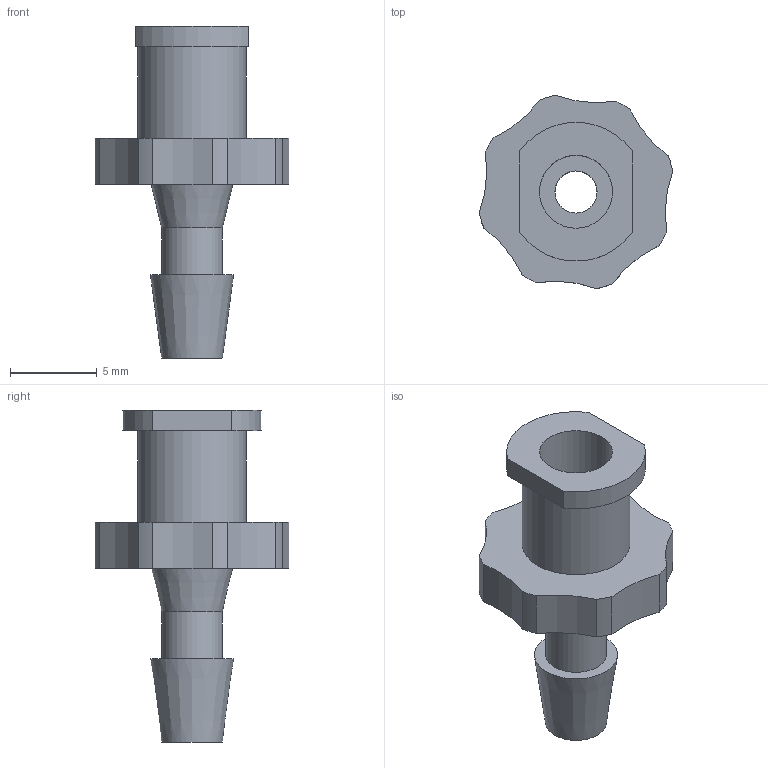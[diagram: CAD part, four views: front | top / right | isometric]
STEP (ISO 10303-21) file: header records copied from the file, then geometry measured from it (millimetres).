
FILE_DESCRIPTION(/* description */ ('','CAx-IF Rec.Pracs.---Representation and Presentation of Product Manufacturing Information (PMI)---3.8---2014-02-18'),/* implementation_level */ '2;1');
FILE_NAME(/* name */ 'Qosina 11560 Female Luer Lock Connector.stp',/* time_stamp */ '2017-06-15T14:50:46+02:00',/* author */ ('RensR'),/* organization */ (''),/* preprocessor_version */ 'ST-DEVELOPER v16.5',/* originating_system */ 'Autodesk Inventor 2017',/* authorisation */ '');
FILE_SCHEMA (('AP242_MANAGED_MODEL_BASED_3D_ENGINEERING_MIM_LF { 1 0 10303 442 1 1 4 }'));
Length unit declared in the file: millimetre
Products named in the file (1): Qosina 11560 Female Luer Lock Connector
Bounding box: 11.15 x 11.15 x 19.12 mm (x, y, z)
Volume: 428.1 mm3; surface area: 748.1 mm2
Topology: 1 solids, 1 shells, 33 faces, 78 edges, 52 vertices
Faces by surface type: cylinder 22, plane 9, cone 2
Full cylindrical faces by diameter (mm): 2.43 x1, 3.5 x1, 4.2 x1, 6.23 x1
Entity records: 974 total; most frequent: DIRECTION 186, CARTESIAN_POINT 156, ORIENTED_EDGE 142, AXIS2_PLACEMENT_3D 81, EDGE_CURVE 71, VERTEX_POINT 51, CIRCLE 47, EDGE_LOOP 46
